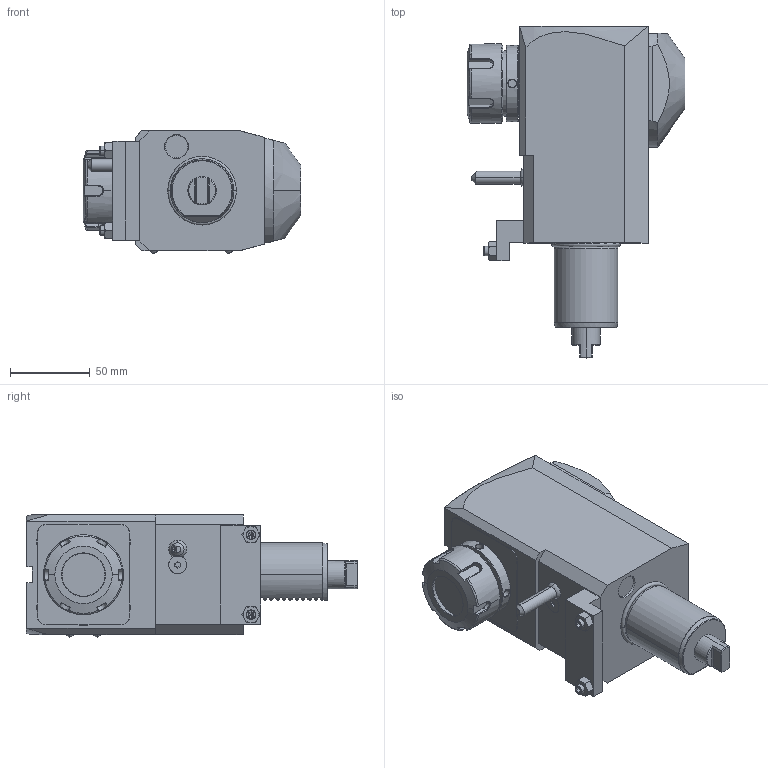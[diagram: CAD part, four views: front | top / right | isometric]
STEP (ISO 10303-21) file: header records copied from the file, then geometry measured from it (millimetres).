
FILE_DESCRIPTION((''),'2;1');
FILE_NAME('NGT1_40_221_32_2_2_100D','2017-03-10T',('vali'),('NOVA GRUP'),'PRO/ENGINEER BY PARAMETRIC TECHNOLOGY CORPORATION, 2010280','PRO/ENGINEER BY PARAMETRIC TECHNOLOGY CORPORATION, 2010280','');
FILE_SCHEMA(('CONFIG_CONTROL_DESIGN'));
Length unit declared in the file: millimetre
Products named in the file (1): NGT1_40_221_32_2_2_100D
Bounding box: 136.6 x 208 x 76.6 mm (x, y, z)
Volume: 1009361.8 mm3; surface area: 77217.1 mm2
Topology: 1 solids, 1 shells, 383 faces, 979 edges, 605 vertices
Faces by surface type: plane 173, cylinder 77, cone 71, bspline 42, torus 12, sphere 6, extrusion 2
Entity records: 16692 total; most frequent: CARTESIAN_POINT 8159, ORIENTED_EDGE 1926, DIRECTION 1485, EDGE_CURVE 963, VERTEX_POINT 605, AXIS2_PLACEMENT_3D 524, VECTOR 437, LINE 435
